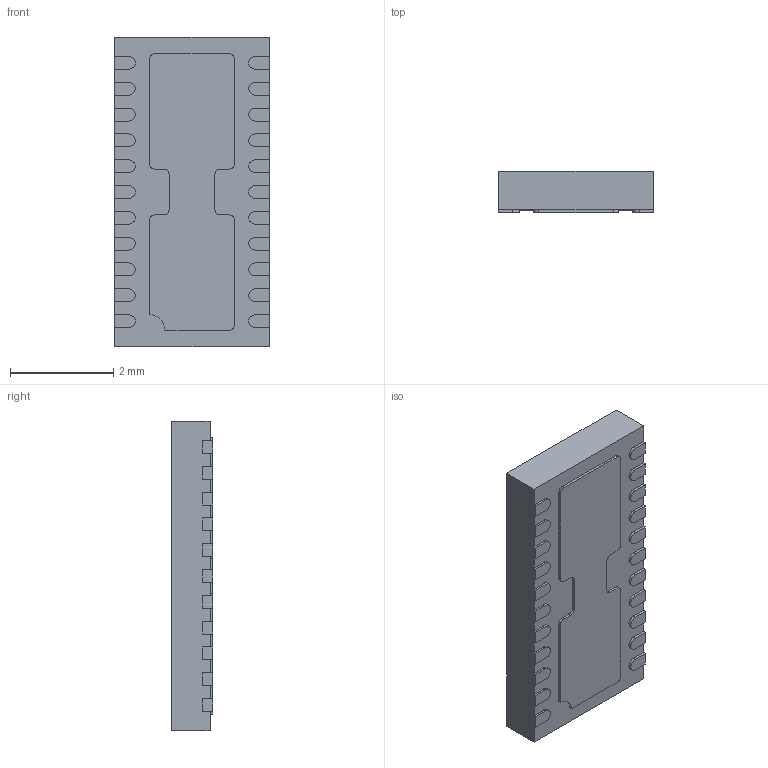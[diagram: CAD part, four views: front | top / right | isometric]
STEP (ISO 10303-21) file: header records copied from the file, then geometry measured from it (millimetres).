
FILE_DESCRIPTION (( 'STEP AP214' ), '1' );
FILE_NAME ('LT6017IDJC#PBF.STEP', '2020-10-06T17:27:22', ( '' ), ( '' ), 'SwSTEP 2.0', 'SolidWorks 2017', '' );
FILE_SCHEMA (( 'AUTOMOTIVE_DESIGN' ));
Length unit declared in the file: millimetre
Products named in the file (1): LT6017IDJC#PBF
Bounding box: 3 x 0.8 x 6 mm (x, y, z)
Volume: 14 mm3; surface area: 82.9 mm2
Topology: 25 solids, 25 shells, 306 faces, 762 edges, 508 vertices
Faces by surface type: plane 212, cylinder 94
Entity records: 9344 total; most frequent: CARTESIAN_POINT 1577, DIRECTION 1564, ORIENTED_EDGE 1524, EDGE_CURVE 762, VECTOR 574, LINE 574, VERTEX_POINT 508, AXIS2_PLACEMENT_3D 495
